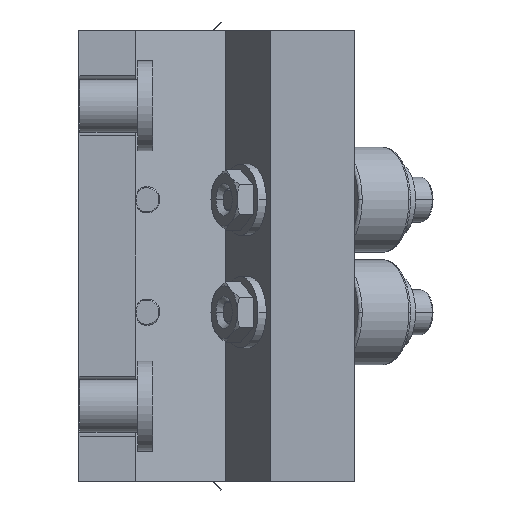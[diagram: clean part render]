
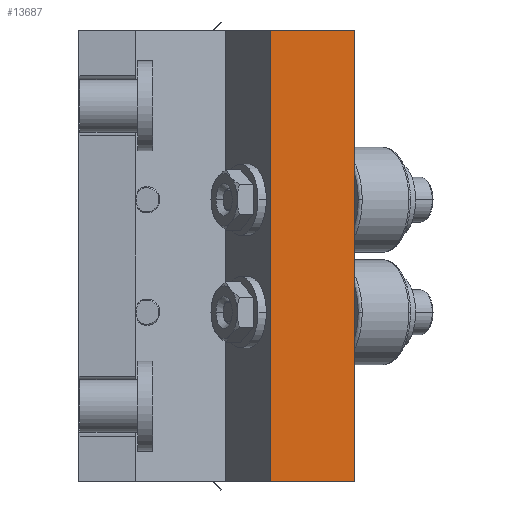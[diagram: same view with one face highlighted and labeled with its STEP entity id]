
A CAD part, left-side view. The second image highlights one B-rep face of the part: STEP entity #13687.
In plain terms, the highlighted planar face has unit normal (-1, 0, 0).
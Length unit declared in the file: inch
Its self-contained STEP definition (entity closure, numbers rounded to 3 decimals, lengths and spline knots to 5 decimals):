
#655 = FACE_OUTER_BOUND ( 'NONE', #27866, .T. ) ;
#2422 = VERTEX_POINT ( 'NONE', #26547 ) ;
#2760 = DIRECTION ( 'NONE',  ( -1., 0., 0. ) ) ;
#4738 = ORIENTED_EDGE ( 'NONE', *, *, #42350, .F. ) ;
#8075 = CARTESIAN_POINT ( 'NONE',  ( -1.8825, -0.544, 1.875 ) ) ;
#10177 = EDGE_CURVE ( 'NONE', #29772, #27864, #19686, .T. ) ;
#11572 = VECTOR ( 'NONE', #20352, 39.37008 ) ;
#11859 = CARTESIAN_POINT ( 'NONE',  ( -1.8825, -0.544, -1.875 ) ) ;
#12696 = CARTESIAN_POINT ( 'NONE',  ( -1.8825, -0.544, -1.875 ) ) ;
#13095 = VECTOR ( 'NONE', #21783, 39.37008 ) ;
#13687 = ADVANCED_FACE ( 'NONE', ( #655 ), #38381, .T. ) ;
#15753 = VERTEX_POINT ( 'NONE', #8075 ) ;
#18447 = CARTESIAN_POINT ( 'NONE',  ( -1.8825, 0.15505, -1.875 ) ) ;
#18850 = LINE ( 'NONE', #11859, #13095 ) ;
#19678 = ORIENTED_EDGE ( 'NONE', *, *, #21423, .F. ) ;
#19686 = LINE ( 'NONE', #12696, #11572 ) ;
#20352 = DIRECTION ( 'NONE',  ( 0., -1., 0. ) ) ;
#21423 = EDGE_CURVE ( 'NONE', #2422, #15753, #35873, .T. ) ;
#21783 = DIRECTION ( 'NONE',  ( 0., 0., 1. ) ) ;
#23153 = EDGE_CURVE ( 'NONE', #27864, #15753, #18850, .T. ) ;
#23308 = DIRECTION ( 'NONE',  ( 0., 0., 1. ) ) ;
#23987 = ORIENTED_EDGE ( 'NONE', *, *, #10177, .T. ) ;
#26035 = CARTESIAN_POINT ( 'NONE',  ( -1.8825, -0.544, -1.875 ) ) ;
#26533 = VECTOR ( 'NONE', #35895, 39.37008 ) ;
#26547 = CARTESIAN_POINT ( 'NONE',  ( -1.8825, 0.15505, 1.875 ) ) ;
#27864 = VERTEX_POINT ( 'NONE', #26035 ) ;
#27866 = EDGE_LOOP ( 'NONE', ( #19678, #4738, #23987, #43850 ) ) ;
#28926 = CARTESIAN_POINT ( 'NONE',  ( -1.8825, 0.15505, -1.875 ) ) ;
#29772 = VERTEX_POINT ( 'NONE', #28926 ) ;
#29960 = CARTESIAN_POINT ( 'NONE',  ( -1.8825, -0.544, 1.875 ) ) ;
#33935 = CARTESIAN_POINT ( 'NONE',  ( -1.8825, -0.544, -1.875 ) ) ;
#35256 = VECTOR ( 'NONE', #43932, 39.37008 ) ;
#35672 = LINE ( 'NONE', #18447, #26533 ) ;
#35873 = LINE ( 'NONE', #29960, #35256 ) ;
#35895 = DIRECTION ( 'NONE',  ( 0., 0., 1. ) ) ;
#38381 = PLANE ( 'NONE',  #40836 ) ;
#40836 = AXIS2_PLACEMENT_3D ( 'NONE', #33935, #2760, #23308 ) ;
#42350 = EDGE_CURVE ( 'NONE', #29772, #2422, #35672, .T. ) ;
#43850 = ORIENTED_EDGE ( 'NONE', *, *, #23153, .T. ) ;
#43932 = DIRECTION ( 'NONE',  ( 0., -1., 0. ) ) ;
